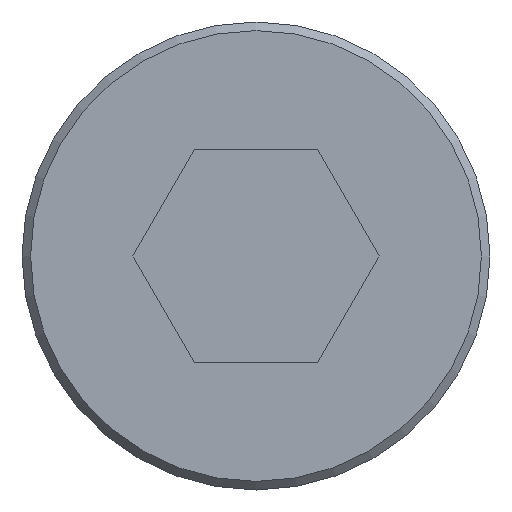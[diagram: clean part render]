
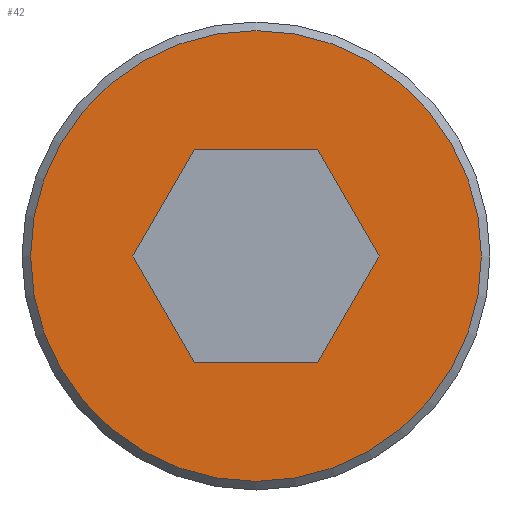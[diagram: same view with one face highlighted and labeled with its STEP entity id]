
A CAD part, left-side view. The second image highlights one B-rep face of the part: STEP entity #42.
In plain terms, the highlighted planar face has unit normal (-1, 0, 0).
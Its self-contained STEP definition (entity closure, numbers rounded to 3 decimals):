
#42 = ADVANCED_FACE( '', ( #87, #88 ), #89, .F. );
#87 = FACE_OUTER_BOUND( '', #134, .T. );
#88 = FACE_BOUND( '', #135, .T. );
#89 = PLANE( '', #136 );
#134 = EDGE_LOOP( '', ( #189 ) );
#135 = EDGE_LOOP( '', ( #190, #191, #192, #193, #194, #195 ) );
#136 = AXIS2_PLACEMENT_3D( '', #196, #197, #198 );
#189 = ORIENTED_EDGE( '', *, *, #271, .F. );
#190 = ORIENTED_EDGE( '', *, *, #272, .T. );
#191 = ORIENTED_EDGE( '', *, *, #267, .T. );
#192 = ORIENTED_EDGE( '', *, *, #273, .T. );
#193 = ORIENTED_EDGE( '', *, *, #274, .T. );
#194 = ORIENTED_EDGE( '', *, *, #275, .T. );
#195 = ORIENTED_EDGE( '', *, *, #276, .T. );
#196 = CARTESIAN_POINT( '', ( 0., 0., 0. ) );
#197 = DIRECTION( '', ( 1., 0., 0. ) );
#198 = DIRECTION( '', ( 0., 0., -1. ) );
#267 = EDGE_CURVE( '', #309, #310, #311, .T. );
#271 = EDGE_CURVE( '', #315, #315, #316, .T. );
#272 = EDGE_CURVE( '', #317, #309, #318, .T. );
#273 = EDGE_CURVE( '', #310, #319, #320, .T. );
#274 = EDGE_CURVE( '', #319, #321, #322, .T. );
#275 = EDGE_CURVE( '', #321, #323, #324, .T. );
#276 = EDGE_CURVE( '', #323, #317, #325, .T. );
#309 = VERTEX_POINT( '', #365 );
#310 = VERTEX_POINT( '', #366 );
#311 = LINE( '', #367, #368 );
#315 = VERTEX_POINT( '', #374 );
#316 = CIRCLE( '', #375, 12.689 );
#317 = VERTEX_POINT( '', #376 );
#318 = LINE( '', #377, #378 );
#319 = VERTEX_POINT( '', #379 );
#320 = LINE( '', #380, #381 );
#321 = VERTEX_POINT( '', #382 );
#322 = LINE( '', #383, #384 );
#323 = VERTEX_POINT( '', #385 );
#324 = LINE( '', #386, #387 );
#325 = LINE( '', #388, #389 );
#365 = CARTESIAN_POINT( '', ( 0., -3.464, 6. ) );
#366 = CARTESIAN_POINT( '', ( 0., -6.928, 0. ) );
#367 = CARTESIAN_POINT( '', ( 0., -3.464, 6. ) );
#368 = VECTOR( '', #420, 1000. );
#374 = CARTESIAN_POINT( '', ( 0., 0., -12.689 ) );
#375 = AXIS2_PLACEMENT_3D( '', #423, #424, #425 );
#376 = CARTESIAN_POINT( '', ( 0., 3.464, 6. ) );
#377 = CARTESIAN_POINT( '', ( 0., 3.464, 6. ) );
#378 = VECTOR( '', #426, 1000. );
#379 = CARTESIAN_POINT( '', ( 0., -3.464, -6. ) );
#380 = CARTESIAN_POINT( '', ( 0., -6.928, 0. ) );
#381 = VECTOR( '', #427, 1000. );
#382 = CARTESIAN_POINT( '', ( 0., 3.464, -6. ) );
#383 = CARTESIAN_POINT( '', ( 0., -3.464, -6. ) );
#384 = VECTOR( '', #428, 1000. );
#385 = CARTESIAN_POINT( '', ( 0., 6.928, 0. ) );
#386 = CARTESIAN_POINT( '', ( 0., 3.464, -6. ) );
#387 = VECTOR( '', #429, 1000. );
#388 = CARTESIAN_POINT( '', ( 0., 6.928, 0. ) );
#389 = VECTOR( '', #430, 1000. );
#420 = DIRECTION( '', ( 0., -0.5, -0.866 ) );
#423 = CARTESIAN_POINT( '', ( 0., 0., 0. ) );
#424 = DIRECTION( '', ( 1., 0., 0. ) );
#425 = DIRECTION( '', ( 0., 0., -1. ) );
#426 = DIRECTION( '', ( 0., -1., 0. ) );
#427 = DIRECTION( '', ( 0., 0.5, -0.866 ) );
#428 = DIRECTION( '', ( 0., 1., 0. ) );
#429 = DIRECTION( '', ( 0., 0.5, 0.866 ) );
#430 = DIRECTION( '', ( 0., -0.5, 0.866 ) );
